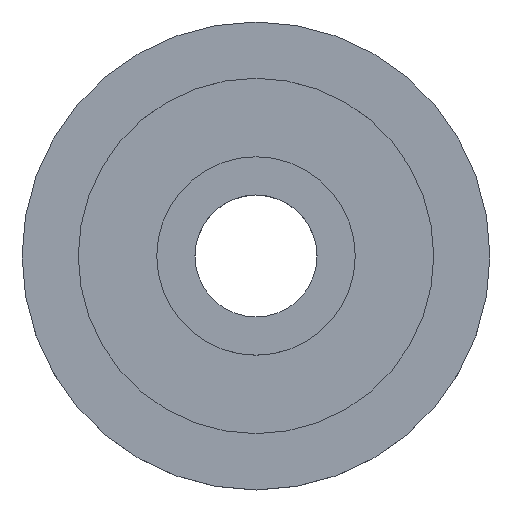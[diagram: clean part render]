
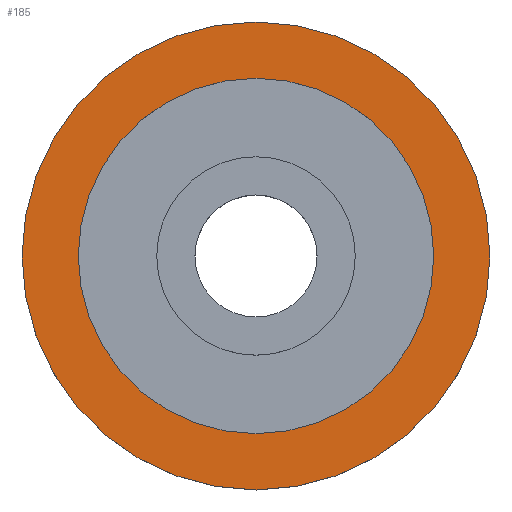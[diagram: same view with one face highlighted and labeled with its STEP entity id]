
A CAD part, top view. The second image highlights one B-rep face of the part: STEP entity #185.
In plain terms, the highlighted planar face has unit normal (0, 0, 1).
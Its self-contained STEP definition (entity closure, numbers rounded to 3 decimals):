
#17=FACE_BOUND('',#56,.T.);
#24=PLANE('',#222);
#38=FACE_OUTER_BOUND('',#55,.T.);
#55=EDGE_LOOP('',(#151));
#56=EDGE_LOOP('',(#152));
#87=CIRCLE('',#219,4.368);
#89=CIRCLE('',#223,5.75);
#101=VERTEX_POINT('',#323);
#103=VERTEX_POINT('',#330);
#118=EDGE_CURVE('',#101,#101,#87,.T.);
#121=EDGE_CURVE('',#103,#103,#89,.T.);
#151=ORIENTED_EDGE('',*,*,#121,.T.);
#152=ORIENTED_EDGE('',*,*,#118,.T.);
#185=ADVANCED_FACE('',(#38,#17),#24,.T.);
#219=AXIS2_PLACEMENT_3D('',#324,#265,#266);
#222=AXIS2_PLACEMENT_3D('',#329,#272,#273);
#223=AXIS2_PLACEMENT_3D('',#331,#274,#275);
#265=DIRECTION('center_axis',(0.,0.,-1.));
#266=DIRECTION('ref_axis',(-1.,0.,0.));
#272=DIRECTION('center_axis',(0.,0.,1.));
#273=DIRECTION('ref_axis',(1.,0.,0.));
#274=DIRECTION('center_axis',(0.,0.,1.));
#275=DIRECTION('ref_axis',(-1.,0.,0.));
#323=CARTESIAN_POINT('',(4.368,0.,4.));
#324=CARTESIAN_POINT('Origin',(0.,0.,4.));
#329=CARTESIAN_POINT('Origin',(0.,0.,4.));
#330=CARTESIAN_POINT('',(5.75,0.,4.));
#331=CARTESIAN_POINT('Origin',(0.,0.,4.));
